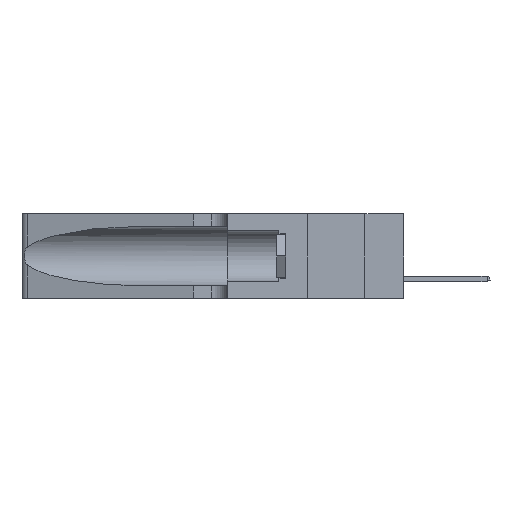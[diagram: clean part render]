
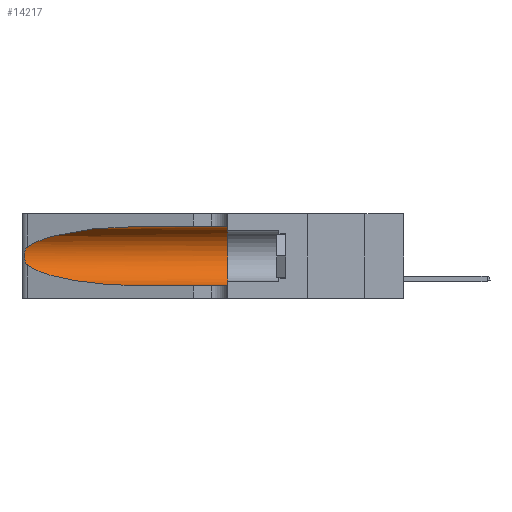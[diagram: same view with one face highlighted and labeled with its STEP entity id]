
A CAD part, left-side view. The second image highlights one B-rep face of the part: STEP entity #14217.
In plain terms, the highlighted cylindrical face has radius 3.308 mm (diameter 6.617 mm), a partial arc.
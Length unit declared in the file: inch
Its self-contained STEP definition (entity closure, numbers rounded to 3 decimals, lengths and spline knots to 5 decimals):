
#459 = CARTESIAN_POINT ( 'NONE',  ( 0.1305, 0.72297, 0.05475 ) ) ;
#697 = DIRECTION ( 'NONE',  ( 0., -1., 0. ) ) ;
#1087 = ORIENTED_EDGE ( 'NONE', *, *, #6720, .F. ) ;
#3191 = VERTEX_POINT ( 'NONE', #32050 ) ;
#3661 = CARTESIAN_POINT ( 'NONE',  ( 0.1305, 0.72297, 0.05475 ) ) ;
#4798 = CARTESIAN_POINT ( 'NONE',  ( 0.25856, 1.23593, 0.16098 ) ) ;
#5025 = CARTESIAN_POINT ( 'NONE',  ( 0.25487, 1.22718, 0.22369 ) ) ;
#6633 = CARTESIAN_POINT ( 'NONE',  ( 0.25639, 1.23186, 0.15144 ) ) ;
#6670 = CARTESIAN_POINT ( 'NONE',  ( 0.25555, 1.22994, 0.2215 ) ) ;
#6720 = EDGE_CURVE ( 'NONE', #3191, #31109, #28823, .T. ) ;
#7017 = CARTESIAN_POINT ( 'NONE',  ( 0.18966, 0.96281, 0.05475 ) ) ;
#9801 = CARTESIAN_POINT ( 'NONE',  ( 0.25555, 1.22993, 0.14849 ) ) ;
#10178 = VECTOR ( 'NONE', #697, 39.37008 ) ;
#10445 = CARTESIAN_POINT ( 'NONE',  ( 0.25639, 1.23184, 0.21858 ) ) ;
#10584 = CARTESIAN_POINT ( 'NONE',  ( 0.25787, 1.23484, 0.2124 ) ) ;
#10797 = DIRECTION ( 'NONE',  ( 0., -1., 0. ) ) ;
#11862 = CARTESIAN_POINT ( 'NONE',  ( 0.1305, 1.61858, 0.185 ) ) ;
#14217 = ADVANCED_FACE ( 'NONE', ( #30383 ), #26105, .F. ) ;
#14235 = CARTESIAN_POINT ( 'NONE',  ( 0.2373, 1.15595, 0.28018 ) ) ;
#14848 = CARTESIAN_POINT ( 'NONE',  ( 0.26018, 1.23835, 0.19895 ) ) ;
#14888 = CARTESIAN_POINT ( 'NONE',  ( 0.1305, 1.61858, 0.05475 ) ) ;
#16120 = VERTEX_POINT ( 'NONE', #28695 ) ;
#16307 = ORIENTED_EDGE ( 'NONE', *, *, #41740, .T. ) ;
#16701 = CARTESIAN_POINT ( 'NONE',  ( 0.25487, 1.22718, 0.14631 ) ) ;
#17914 = ORIENTED_EDGE ( 'NONE', *, *, #20873, .F. ) ;
#18158 =( BOUNDED_CURVE ( )  B_SPLINE_CURVE ( 3, ( #23987, #41187, #7017, #3661 ),
 .UNSPECIFIED., .F., .F. ) 
 B_SPLINE_CURVE_WITH_KNOTS ( ( 4, 4 ),
 ( 3.44316, 4.71239 ),
 .UNSPECIFIED. ) 
 CURVE ( )  GEOMETRIC_REPRESENTATION_ITEM ( )  RATIONAL_B_SPLINE_CURVE ( ( 1., 0.87, 0.87, 1. ) ) 
 REPRESENTATION_ITEM ( '' )  );
#18404 = DIRECTION ( 'NONE',  ( 0., 0., -1. ) ) ;
#18478 = CARTESIAN_POINT ( 'NONE',  ( 0.26075, 1.23896, 0.178 ) ) ;
#19577 = ORIENTED_EDGE ( 'NONE', *, *, #29743, .T. ) ;
#20267 = EDGE_CURVE ( 'NONE', #38985, #21980, #24031, .T. ) ;
#20873 = EDGE_CURVE ( 'NONE', #31109, #21980, #35792, .T. ) ;
#21614 = CARTESIAN_POINT ( 'NONE',  ( 0.25854, 1.2359, 0.20912 ) ) ;
#21804 = DIRECTION ( 'NONE',  ( 0., -1., 0. ) ) ;
#21980 = VERTEX_POINT ( 'NONE', #43966 ) ;
#21988 = ORIENTED_EDGE ( 'NONE', *, *, #25710, .T. ) ;
#23842 = CARTESIAN_POINT ( 'NONE',  ( 0.1305, 1.61858, 0.31525 ) ) ;
#23987 = CARTESIAN_POINT ( 'NONE',  ( 0.25487, 1.22718, 0.14631 ) ) ;
#24031 = LINE ( 'NONE', #14888, #36818 ) ;
#24080 = DIRECTION ( 'NONE',  ( 0., 1., 0. ) ) ;
#24466 = ORIENTED_EDGE ( 'NONE', *, *, #20267, .T. ) ;
#25335 = CARTESIAN_POINT ( 'NONE',  ( 0.26017, 1.23833, 0.17102 ) ) ;
#25710 = EDGE_CURVE ( 'NONE', #30621, #16120, #30534, .T. ) ;
#26105 = CYLINDRICAL_SURFACE ( 'NONE', #28056, 0.13025 ) ;
#28056 = AXIS2_PLACEMENT_3D ( 'NONE', #11862, #10797, #18404 ) ;
#28684 = EDGE_LOOP ( 'NONE', ( #16307, #21988, #19577, #24466, #17914, #1087 ) ) ;
#28695 = CARTESIAN_POINT ( 'NONE',  ( 0.25487, 1.22718, 0.14631 ) ) ;
#28823 = LINE ( 'NONE', #23842, #10178 ) ;
#29743 = EDGE_CURVE ( 'NONE', #16120, #38985, #18158, .T. ) ;
#30383 = FACE_OUTER_BOUND ( 'NONE', #28684, .T. ) ;
#30534 = B_SPLINE_CURVE_WITH_KNOTS ( 'NONE', 3,
 ( #41275, #6670, #10445, #10584, #21614, #14848, #32069, #18478, #25335, #4798, #40379, #6633, #9801, #16701 ),
 .UNSPECIFIED., .F., .F.,
 ( 4, 2, 2, 2, 2, 2, 4 ),
 ( 0., 0.00027, 0.00053, 0.00107, 0.0016, 0.00187, 0.00214 ),
 .UNSPECIFIED. ) ;
#30621 = VERTEX_POINT ( 'NONE', #5025 ) ;
#31109 = VERTEX_POINT ( 'NONE', #31510 ) ;
#31510 = CARTESIAN_POINT ( 'NONE',  ( 0.1305, 0.35, 0.31525 ) ) ;
#32050 = CARTESIAN_POINT ( 'NONE',  ( 0.1305, 0.72297, 0.31525 ) ) ;
#32069 = CARTESIAN_POINT ( 'NONE',  ( 0.26075, 1.23896, 0.19203 ) ) ;
#33941 = DIRECTION ( 'NONE',  ( 0., 0., 1. ) ) ;
#34474 = CARTESIAN_POINT ( 'NONE',  ( 0.1305, 0.72297, 0.31525 ) ) ;
#35792 = CIRCLE ( 'NONE', #42341, 0.13025 ) ;
#36246 =( BOUNDED_CURVE ( )  B_SPLINE_CURVE ( 3, ( #34474, #37932, #14235, #41926 ),
 .UNSPECIFIED., .F., .F. ) 
 B_SPLINE_CURVE_WITH_KNOTS ( ( 4, 4 ),
 ( 1.5708, 2.84003 ),
 .UNSPECIFIED. ) 
 CURVE ( )  GEOMETRIC_REPRESENTATION_ITEM ( )  RATIONAL_B_SPLINE_CURVE ( ( 1., 0.87, 0.87, 1. ) ) 
 REPRESENTATION_ITEM ( '' )  );
#36818 = VECTOR ( 'NONE', #21804, 39.37008 ) ;
#37932 = CARTESIAN_POINT ( 'NONE',  ( 0.18966, 0.96281, 0.31525 ) ) ;
#38985 = VERTEX_POINT ( 'NONE', #459 ) ;
#40379 = CARTESIAN_POINT ( 'NONE',  ( 0.25789, 1.23486, 0.15765 ) ) ;
#41187 = CARTESIAN_POINT ( 'NONE',  ( 0.2373, 1.15595, 0.08982 ) ) ;
#41275 = CARTESIAN_POINT ( 'NONE',  ( 0.25487, 1.22718, 0.22369 ) ) ;
#41422 = CARTESIAN_POINT ( 'NONE',  ( 0.1305, 0.35, 0.185 ) ) ;
#41740 = EDGE_CURVE ( 'NONE', #3191, #30621, #36246, .T. ) ;
#41926 = CARTESIAN_POINT ( 'NONE',  ( 0.25487, 1.22718, 0.22369 ) ) ;
#42341 = AXIS2_PLACEMENT_3D ( 'NONE', #41422, #24080, #33941 ) ;
#43966 = CARTESIAN_POINT ( 'NONE',  ( 0.1305, 0.35, 0.05475 ) ) ;
